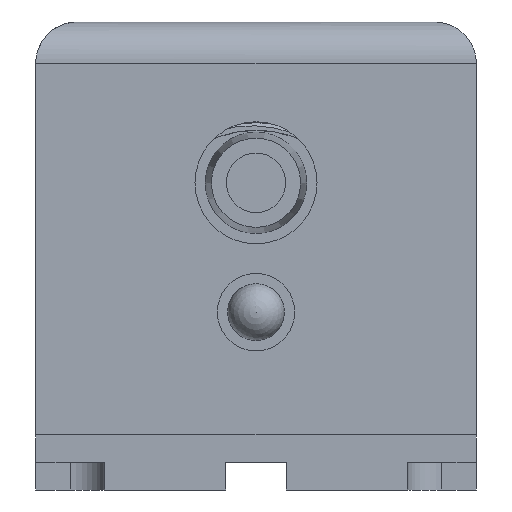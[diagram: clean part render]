
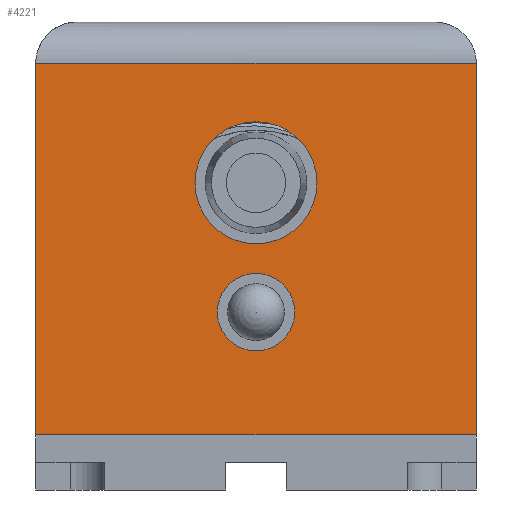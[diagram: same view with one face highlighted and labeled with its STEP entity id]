
A CAD part, front view. The second image highlights one B-rep face of the part: STEP entity #4221.
In plain terms, the highlighted planar face has unit normal (0, -1, 0).
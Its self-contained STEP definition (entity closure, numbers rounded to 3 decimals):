
#308=FACE_BOUND('',#810,.T.);
#309=FACE_BOUND('',#811,.T.);
#354=CIRCLE('',#4487,4.433);
#355=CIRCLE('',#4488,2.814);
#469=PLANE('',#4486);
#567=FACE_OUTER_BOUND('',#809,.T.);
#809=EDGE_LOOP('',(#2799,#2800,#2801,#2802));
#810=EDGE_LOOP('',(#2803));
#811=EDGE_LOOP('',(#2804));
#1103=LINE('',#5869,#1398);
#1105=LINE('',#5873,#1400);
#1106=LINE('',#5875,#1401);
#1107=LINE('',#5876,#1402);
#1398=VECTOR('',#4860,10.);
#1400=VECTOR('',#4864,10.);
#1401=VECTOR('',#4865,10.);
#1402=VECTOR('',#4866,10.);
#1690=VERTEX_POINT('',#5853);
#1693=VERTEX_POINT('',#5863);
#1695=VERTEX_POINT('',#5872);
#1696=VERTEX_POINT('',#5874);
#1697=VERTEX_POINT('',#5877);
#1698=VERTEX_POINT('',#5879);
#2134=EDGE_CURVE('',#1690,#1693,#1103,.T.);
#2136=EDGE_CURVE('',#1690,#1695,#1105,.T.);
#2137=EDGE_CURVE('',#1695,#1696,#1106,.T.);
#2138=EDGE_CURVE('',#1696,#1693,#1107,.T.);
#2139=EDGE_CURVE('',#1697,#1697,#354,.T.);
#2140=EDGE_CURVE('',#1698,#1698,#355,.T.);
#2799=ORIENTED_EDGE('',*,*,#2134,.F.);
#2800=ORIENTED_EDGE('',*,*,#2136,.T.);
#2801=ORIENTED_EDGE('',*,*,#2137,.T.);
#2802=ORIENTED_EDGE('',*,*,#2138,.T.);
#2803=ORIENTED_EDGE('',*,*,#2139,.T.);
#2804=ORIENTED_EDGE('',*,*,#2140,.T.);
#4221=ADVANCED_FACE('',(#567,#308,#309),#469,.T.);
#4486=AXIS2_PLACEMENT_3D('',#5871,#4862,#4863);
#4487=AXIS2_PLACEMENT_3D('',#5878,#4867,#4868);
#4488=AXIS2_PLACEMENT_3D('',#5880,#4869,#4870);
#4860=DIRECTION('',(1.,0.,0.));
#4862=DIRECTION('center_axis',(0.,-1.,0.));
#4863=DIRECTION('ref_axis',(1.,0.,0.));
#4864=DIRECTION('',(0.,0.,-1.));
#4865=DIRECTION('',(1.,0.,0.));
#4866=DIRECTION('',(0.,0.,1.));
#4867=DIRECTION('center_axis',(0.,1.,0.));
#4868=DIRECTION('ref_axis',(1.,0.,0.));
#4869=DIRECTION('center_axis',(0.,1.,0.));
#4870=DIRECTION('ref_axis',(1.,0.,0.));
#5853=CARTESIAN_POINT('',(-16.,-3.98,13.));
#5863=CARTESIAN_POINT('',(16.,-3.98,13.));
#5869=CARTESIAN_POINT('',(8.,-3.98,13.));
#5871=CARTESIAN_POINT('Origin',(0.,-3.98,0.));
#5872=CARTESIAN_POINT('',(-16.,-3.98,-14.));
#5873=CARTESIAN_POINT('',(-16.,-3.98,-16.));
#5874=CARTESIAN_POINT('',(16.,-3.98,-14.));
#5875=CARTESIAN_POINT('',(-8.,-3.98,-14.));
#5876=CARTESIAN_POINT('',(16.,-3.98,16.));
#5877=CARTESIAN_POINT('',(-4.433,-3.98,4.318));
#5878=CARTESIAN_POINT('Origin',(0.,-3.98,4.318));
#5879=CARTESIAN_POINT('',(-2.814,-3.98,-5.08));
#5880=CARTESIAN_POINT('Origin',(0.,-3.98,-5.08));
